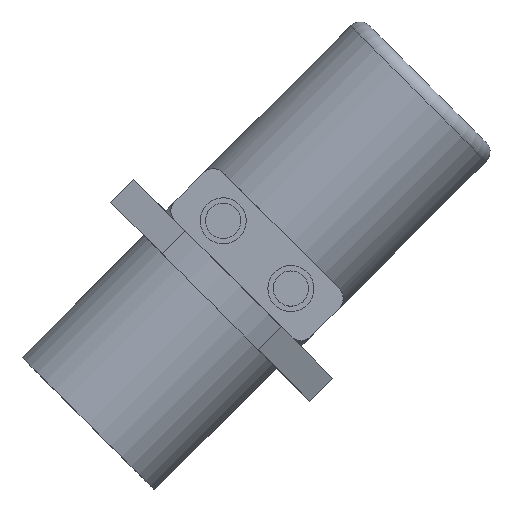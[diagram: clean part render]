
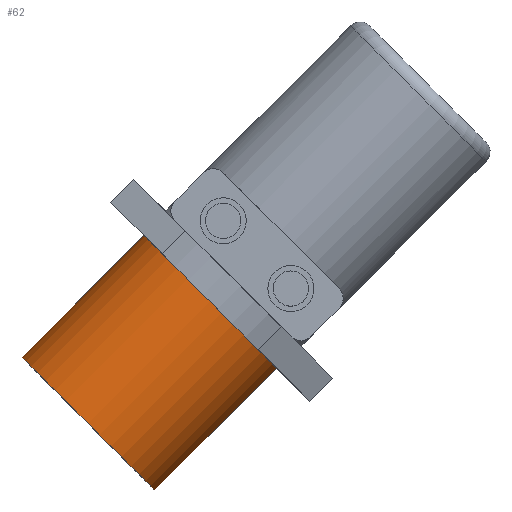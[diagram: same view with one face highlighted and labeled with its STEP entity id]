
A CAD part, top view. The second image highlights one B-rep face of the part: STEP entity #62.
In plain terms, the highlighted cylindrical face has radius 34.6 mm (diameter 69.2 mm), a full revolution.
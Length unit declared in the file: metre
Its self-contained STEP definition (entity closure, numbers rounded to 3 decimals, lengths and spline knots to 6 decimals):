
#62 = ADVANCED_FACE( '', ( #149, #150 ), #151, .T. );
#149 = FACE_OUTER_BOUND( '', #272, .T. );
#150 = FACE_OUTER_BOUND( '', #273, .T. );
#151 = CYLINDRICAL_SURFACE( '', #274, 0.0346 );
#272 = EDGE_LOOP( '', ( #400 ) );
#273 = EDGE_LOOP( '', ( #401 ) );
#274 = AXIS2_PLACEMENT_3D( '', #402, #403, #404 );
#400 = ORIENTED_EDGE( '', *, *, #661, .F. );
#401 = ORIENTED_EDGE( '', *, *, #662, .T. );
#402 = CARTESIAN_POINT( '', ( -0.151343, 0.322887, 0.588 ) );
#403 = DIRECTION( '', ( -0.707, -0.707, 0. ) );
#404 = DIRECTION( '', ( -0.707, 0.707, 0. ) );
#661 = EDGE_CURVE( '', #768, #768, #769, .T. );
#662 = EDGE_CURVE( '', #770, #770, #771, .F. );
#768 = VERTEX_POINT( '', #924 );
#769 = CIRCLE( '', #925, 0.0346 );
#770 = VERTEX_POINT( '', #926 );
#771 = CIRCLE( '', #927, 0.0346 );
#924 = CARTESIAN_POINT( '', ( -0.126877, 0.298421, 0.588 ) );
#925 = AXIS2_PLACEMENT_3D( '', #1168, #1169, #1170 );
#926 = CARTESIAN_POINT( '', ( -0.130908, 0.392255, 0.588 ) );
#927 = AXIS2_PLACEMENT_3D( '', #1171, #1172, #1173 );
#1168 = CARTESIAN_POINT( '', ( -0.151343, 0.322887, 0.588 ) );
#1169 = DIRECTION( '', ( -0.707, -0.707, 0. ) );
#1170 = DIRECTION( '', ( 0.707, -0.707, 0. ) );
#1171 = CARTESIAN_POINT( '', ( -0.106442, 0.367789, 0.588 ) );
#1172 = DIRECTION( '', ( 0.707, 0.707, 0. ) );
#1173 = DIRECTION( '', ( -0.707, 0.707, 0. ) );
